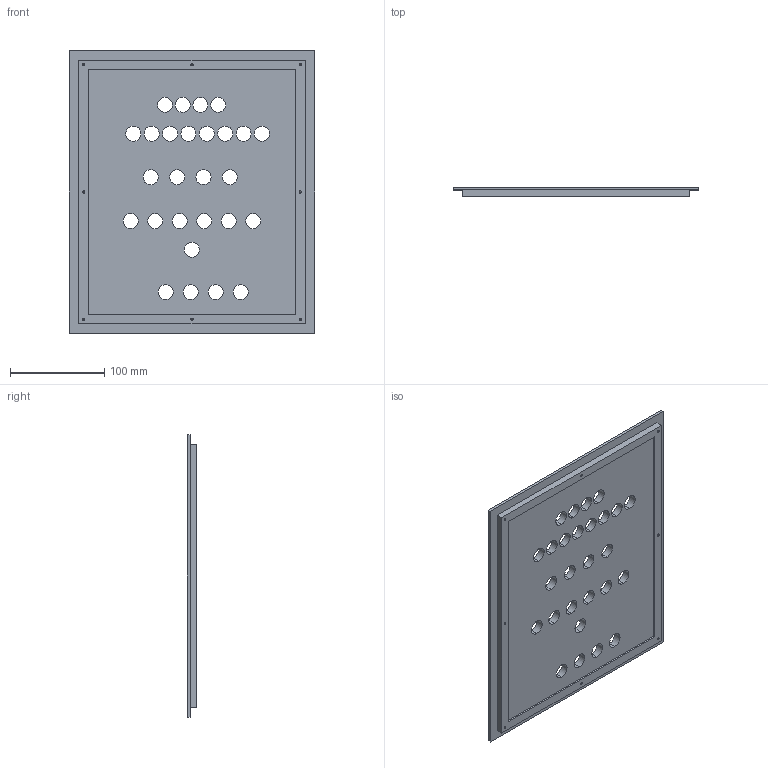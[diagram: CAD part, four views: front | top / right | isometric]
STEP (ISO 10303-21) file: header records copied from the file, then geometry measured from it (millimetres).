
FILE_DESCRIPTION (( 'STEP AP203' ), '1' );
FILE_NAME ('_1pcs_lic_panel.STEP', '2015-08-16T12:55:31', ( '' ), ( '' ), 'SwSTEP 2.0', 'SolidWorks 2015', '' );
FILE_SCHEMA (( 'CONFIG_CONTROL_DESIGN' ));
Length unit declared in the file: millimetre
Products named in the file (1): _1pcs_lic_panel
Bounding box: 260 x 10 x 300 mm (x, y, z)
Volume: 546227 mm3; surface area: 169100.6 mm2
Topology: 1 solids, 1 shells, 102 faces, 278 edges, 172 vertices
Faces by surface type: cylinder 70, cone 16, plane 16
Entity records: 3347 total; most frequent: DIRECTION 608, CARTESIAN_POINT 537, ORIENTED_EDGE 524, EDGE_CURVE 262, AXIS2_PLACEMENT_3D 243, VERTEX_POINT 172, EDGE_LOOP 166, CIRCLE 140
